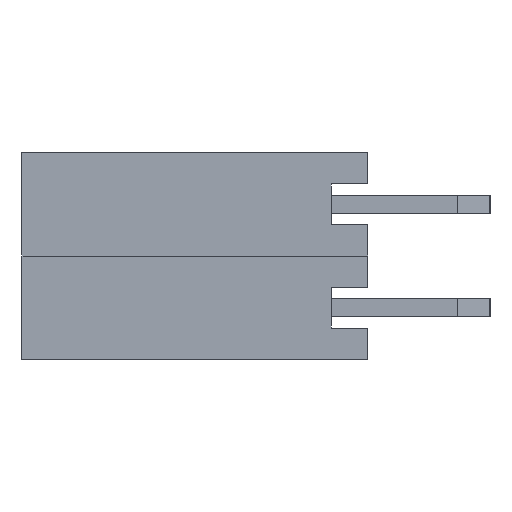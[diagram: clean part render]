
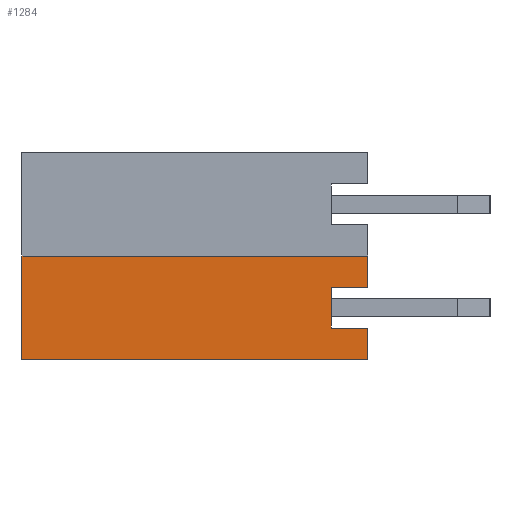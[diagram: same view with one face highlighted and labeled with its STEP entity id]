
A CAD part, left-side view. The second image highlights one B-rep face of the part: STEP entity #1284.
In plain terms, the highlighted planar face has unit normal (-1, 0, 0).
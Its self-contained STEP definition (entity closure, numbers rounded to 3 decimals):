
#48 = CARTESIAN_POINT ( 'NONE',  ( -1.27, 8.5, 0. ) ) ;
#65 = DIRECTION ( 'NONE',  ( 0., 0., 1. ) ) ;
#72 = CARTESIAN_POINT ( 'NONE',  ( -1.27, 0., -1.27 ) ) ;
#169 = VECTOR ( 'NONE', #537, 1000. ) ;
#182 = VERTEX_POINT ( 'NONE', #72 ) ;
#229 = VECTOR ( 'NONE', #1634, 1000. ) ;
#263 = VERTEX_POINT ( 'NONE', #1082 ) ;
#321 = VECTOR ( 'NONE', #727, 1000. ) ;
#503 = ORIENTED_EDGE ( 'NONE', *, *, #650, .T. ) ;
#537 = DIRECTION ( 'NONE',  ( 0., 0., -1. ) ) ;
#543 = LINE ( 'NONE', #2078, #1959 ) ;
#563 = VECTOR ( 'NONE', #1388, 1000. ) ;
#568 = VERTEX_POINT ( 'NONE', #654 ) ;
#650 = EDGE_CURVE ( 'NONE', #1154, #263, #1079, .T. ) ;
#654 = CARTESIAN_POINT ( 'NONE',  ( -1.27, 0., -0.5 ) ) ;
#657 = DIRECTION ( 'NONE',  ( 0., 0., -1. ) ) ;
#666 = CARTESIAN_POINT ( 'NONE',  ( -1.27, 0., 1.27 ) ) ;
#675 = LINE ( 'NONE', #782, #2187 ) ;
#727 = DIRECTION ( 'NONE',  ( 0., 1., 0. ) ) ;
#782 = CARTESIAN_POINT ( 'NONE',  ( -1.27, 8.5, -1.27 ) ) ;
#818 = VERTEX_POINT ( 'NONE', #1842 ) ;
#924 = CARTESIAN_POINT ( 'NONE',  ( -1.27, 8.5, -0.5 ) ) ;
#941 = CARTESIAN_POINT ( 'NONE',  ( -1.27, 8.5, 0.5 ) ) ;
#1003 = AXIS2_PLACEMENT_3D ( 'NONE', #1441, #1922, #657 ) ;
#1023 = CARTESIAN_POINT ( 'NONE',  ( -1.27, 0.9, -0.5 ) ) ;
#1048 = FACE_OUTER_BOUND ( 'NONE', #2193, .T. ) ;
#1070 = VERTEX_POINT ( 'NONE', #1023 ) ;
#1078 = DIRECTION ( 'NONE',  ( 0., 0., 1. ) ) ;
#1079 = LINE ( 'NONE', #1724, #563 ) ;
#1082 = CARTESIAN_POINT ( 'NONE',  ( -1.27, 8.5, 1.27 ) ) ;
#1154 = VERTEX_POINT ( 'NONE', #666 ) ;
#1246 = EDGE_CURVE ( 'NONE', #182, #568, #1763, .T. ) ;
#1278 = PLANE ( 'NONE',  #1003 ) ;
#1284 = ADVANCED_FACE ( 'NONE', ( #1048 ), #1278, .F. ) ;
#1295 = LINE ( 'NONE', #2010, #169 ) ;
#1325 = LINE ( 'NONE', #924, #229 ) ;
#1327 = DIRECTION ( 'NONE',  ( 0., 1., 0. ) ) ;
#1388 = DIRECTION ( 'NONE',  ( 0., 1., 0. ) ) ;
#1404 = EDGE_CURVE ( 'NONE', #1154, #1979, #1295, .T. ) ;
#1406 = ORIENTED_EDGE ( 'NONE', *, *, #1246, .T. ) ;
#1419 = VECTOR ( 'NONE', #1078, 1000. ) ;
#1441 = CARTESIAN_POINT ( 'NONE',  ( -1.27, 8.5, 1.27 ) ) ;
#1462 = EDGE_CURVE ( 'NONE', #1070, #568, #1325, .T. ) ;
#1634 = DIRECTION ( 'NONE',  ( 0., -1., 0. ) ) ;
#1660 = ORIENTED_EDGE ( 'NONE', *, *, #2326, .F. ) ;
#1683 = ORIENTED_EDGE ( 'NONE', *, *, #1404, .F. ) ;
#1724 = CARTESIAN_POINT ( 'NONE',  ( -1.27, 8.5, 1.27 ) ) ;
#1744 = CARTESIAN_POINT ( 'NONE',  ( -1.27, 0., 0.5 ) ) ;
#1763 = LINE ( 'NONE', #2172, #1419 ) ;
#1779 = LINE ( 'NONE', #941, #321 ) ;
#1791 = VERTEX_POINT ( 'NONE', #2223 ) ;
#1801 = ORIENTED_EDGE ( 'NONE', *, *, #1462, .F. ) ;
#1820 = EDGE_CURVE ( 'NONE', #1791, #1070, #543, .T. ) ;
#1842 = CARTESIAN_POINT ( 'NONE',  ( -1.27, 8.5, -1.27 ) ) ;
#1922 = DIRECTION ( 'NONE',  ( 1., 0., 0. ) ) ;
#1955 = LINE ( 'NONE', #48, #2243 ) ;
#1959 = VECTOR ( 'NONE', #2246, 1000. ) ;
#1979 = VERTEX_POINT ( 'NONE', #1744 ) ;
#1996 = ORIENTED_EDGE ( 'NONE', *, *, #2202, .F. ) ;
#2010 = CARTESIAN_POINT ( 'NONE',  ( -1.27, 0., 1.27 ) ) ;
#2078 = CARTESIAN_POINT ( 'NONE',  ( -1.27, 0.9, 1.27 ) ) ;
#2133 = ORIENTED_EDGE ( 'NONE', *, *, #1820, .F. ) ;
#2172 = CARTESIAN_POINT ( 'NONE',  ( -1.27, 0., 0. ) ) ;
#2187 = VECTOR ( 'NONE', #1327, 1000. ) ;
#2193 = EDGE_LOOP ( 'NONE', ( #2133, #1996, #1683, #503, #2236, #1660, #1406, #1801 ) ) ;
#2202 = EDGE_CURVE ( 'NONE', #1979, #1791, #1779, .T. ) ;
#2223 = CARTESIAN_POINT ( 'NONE',  ( -1.27, 0.9, 0.5 ) ) ;
#2236 = ORIENTED_EDGE ( 'NONE', *, *, #2361, .F. ) ;
#2243 = VECTOR ( 'NONE', #65, 1000. ) ;
#2246 = DIRECTION ( 'NONE',  ( 0., 0., -1. ) ) ;
#2326 = EDGE_CURVE ( 'NONE', #182, #818, #675, .T. ) ;
#2361 = EDGE_CURVE ( 'NONE', #818, #263, #1955, .T. ) ;
